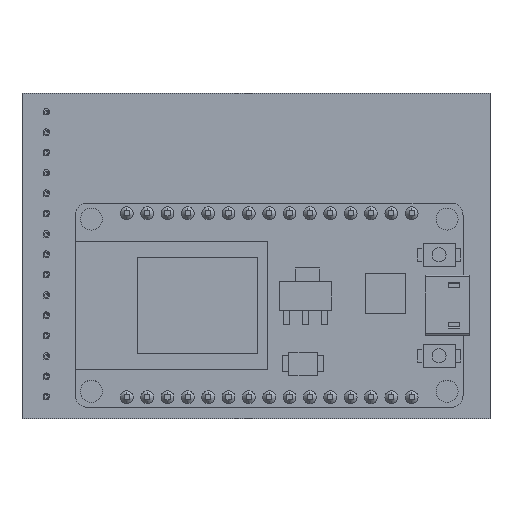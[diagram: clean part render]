
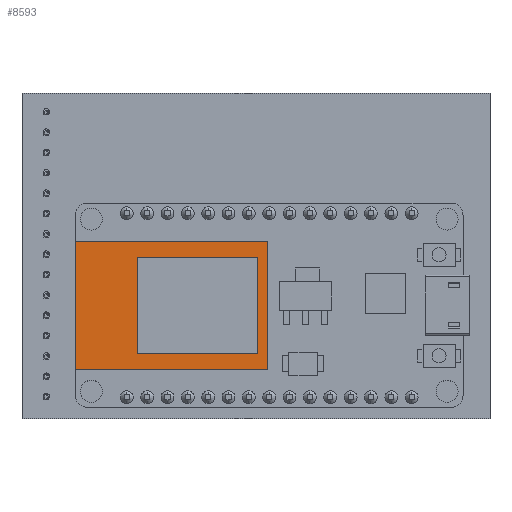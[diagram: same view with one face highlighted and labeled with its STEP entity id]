
A CAD part, top view. The second image highlights one B-rep face of the part: STEP entity #8593.
In plain terms, the highlighted face is planar.
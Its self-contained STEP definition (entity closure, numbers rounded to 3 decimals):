
#8593 = ADVANCED_FACE('',(#8594,#8628),#8662,.F.);
#8594 = FACE_BOUND('',#8595,.T.);
#8595 = EDGE_LOOP('',(#8596,#8606,#8614,#8622));
#8596 = ORIENTED_EDGE('',*,*,#8597,.T.);
#8597 = EDGE_CURVE('',#8598,#8600,#8602,.T.);
#8598 = VERTEX_POINT('',#8599);
#8599 = CARTESIAN_POINT('',(24.2,2.3,8.));
#8600 = VERTEX_POINT('',#8601);
#8601 = CARTESIAN_POINT('',(24.2,2.3,-8.));
#8602 = LINE('',#8603,#8604);
#8603 = CARTESIAN_POINT('',(24.2,2.3,-8.));
#8604 = VECTOR('',#8605,1.);
#8605 = DIRECTION('',(0.,0.,-1.));
#8606 = ORIENTED_EDGE('',*,*,#8607,.T.);
#8607 = EDGE_CURVE('',#8600,#8608,#8610,.T.);
#8608 = VERTEX_POINT('',#8609);
#8609 = CARTESIAN_POINT('',(0.2,2.3,-8.));
#8610 = LINE('',#8611,#8612);
#8611 = CARTESIAN_POINT('',(24.2,2.3,-8.));
#8612 = VECTOR('',#8613,1.);
#8613 = DIRECTION('',(-1.,0.,0.));
#8614 = ORIENTED_EDGE('',*,*,#8615,.T.);
#8615 = EDGE_CURVE('',#8608,#8616,#8618,.T.);
#8616 = VERTEX_POINT('',#8617);
#8617 = CARTESIAN_POINT('',(0.2,2.3,8.));
#8618 = LINE('',#8619,#8620);
#8619 = CARTESIAN_POINT('',(0.2,2.3,-8.));
#8620 = VECTOR('',#8621,1.);
#8621 = DIRECTION('',(0.,0.,1.));
#8622 = ORIENTED_EDGE('',*,*,#8623,.T.);
#8623 = EDGE_CURVE('',#8616,#8598,#8624,.T.);
#8624 = LINE('',#8625,#8626);
#8625 = CARTESIAN_POINT('',(24.2,2.3,8.));
#8626 = VECTOR('',#8627,1.);
#8627 = DIRECTION('',(1.,0.,0.));
#8628 = FACE_BOUND('',#8629,.T.);
#8629 = EDGE_LOOP('',(#8630,#8640,#8648,#8656));
#8630 = ORIENTED_EDGE('',*,*,#8631,.F.);
#8631 = EDGE_CURVE('',#8632,#8634,#8636,.T.);
#8632 = VERTEX_POINT('',#8633);
#8633 = CARTESIAN_POINT('',(1.5,2.3,-6.));
#8634 = VERTEX_POINT('',#8635);
#8635 = CARTESIAN_POINT('',(1.5,2.3,6.));
#8636 = LINE('',#8637,#8638);
#8637 = CARTESIAN_POINT('',(1.5,2.3,6.));
#8638 = VECTOR('',#8639,1.);
#8639 = DIRECTION('',(0.,0.,1.));
#8640 = ORIENTED_EDGE('',*,*,#8641,.F.);
#8641 = EDGE_CURVE('',#8642,#8632,#8644,.T.);
#8642 = VERTEX_POINT('',#8643);
#8643 = CARTESIAN_POINT('',(16.5,2.3,-6.));
#8644 = LINE('',#8645,#8646);
#8645 = CARTESIAN_POINT('',(16.5,2.3,-6.));
#8646 = VECTOR('',#8647,1.);
#8647 = DIRECTION('',(-1.,0.,0.));
#8648 = ORIENTED_EDGE('',*,*,#8649,.F.);
#8649 = EDGE_CURVE('',#8650,#8642,#8652,.T.);
#8650 = VERTEX_POINT('',#8651);
#8651 = CARTESIAN_POINT('',(16.5,2.3,6.));
#8652 = LINE('',#8653,#8654);
#8653 = CARTESIAN_POINT('',(16.5,2.3,6.));
#8654 = VECTOR('',#8655,1.);
#8655 = DIRECTION('',(0.,0.,-1.));
#8656 = ORIENTED_EDGE('',*,*,#8657,.F.);
#8657 = EDGE_CURVE('',#8634,#8650,#8658,.T.);
#8658 = LINE('',#8659,#8660);
#8659 = CARTESIAN_POINT('',(16.5,2.3,6.));
#8660 = VECTOR('',#8661,1.);
#8661 = DIRECTION('',(1.,0.,0.));
#8662 = PLANE('',#8663);
#8663 = AXIS2_PLACEMENT_3D('',#8664,#8665,#8666);
#8664 = CARTESIAN_POINT('',(0.,2.3,0.));
#8665 = DIRECTION('',(0.,-1.,0.));
#8666 = DIRECTION('',(0.,0.,-1.));
